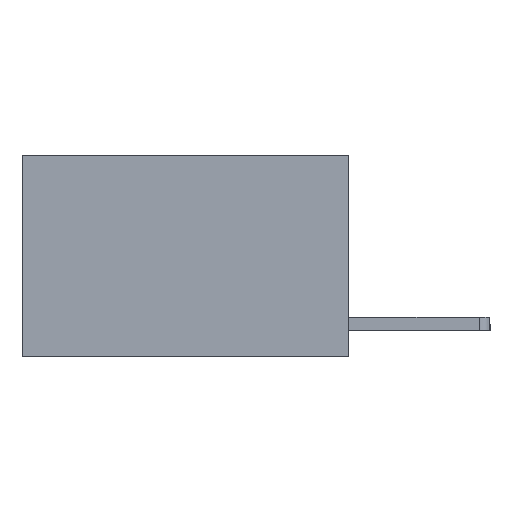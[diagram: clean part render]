
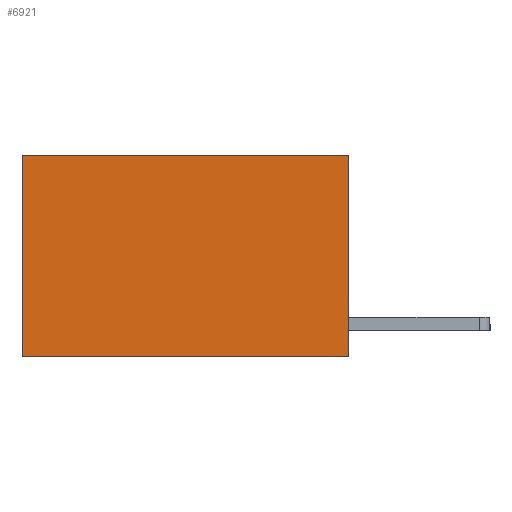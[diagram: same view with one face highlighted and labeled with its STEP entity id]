
A CAD part, left-side view. The second image highlights one B-rep face of the part: STEP entity #6921.
In plain terms, the highlighted planar face has unit normal (-1, 0, 0).
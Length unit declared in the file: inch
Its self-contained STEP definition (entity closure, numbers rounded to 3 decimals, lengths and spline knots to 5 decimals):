
#162 = VERTEX_POINT ( 'NONE', #7111 ) ;
#244 = EDGE_CURVE ( 'NONE', #2379, #6496, #10888, .T. ) ;
#289 = CARTESIAN_POINT ( 'NONE',  ( 0.2625, 0., 0. ) ) ;
#524 = FACE_OUTER_BOUND ( 'NONE', #1687, .T. ) ;
#1687 = EDGE_LOOP ( 'NONE', ( #3052, #6233, #6868, #2544 ) ) ;
#2068 = DIRECTION ( 'NONE',  ( 0., 0., -1. ) ) ;
#2102 = CARTESIAN_POINT ( 'NONE',  ( 0.2625, 0.6, 0. ) ) ;
#2134 = CARTESIAN_POINT ( 'NONE',  ( 0.2625, 0., 0. ) ) ;
#2379 = VERTEX_POINT ( 'NONE', #3311 ) ;
#2544 = ORIENTED_EDGE ( 'NONE', *, *, #244, .T. ) ;
#2695 = AXIS2_PLACEMENT_3D ( 'NONE', #289, #5133, #9785 ) ;
#2754 = LINE ( 'NONE', #11260, #9738 ) ;
#2824 = VECTOR ( 'NONE', #2068, 39.37008 ) ;
#2864 = DIRECTION ( 'NONE',  ( 0., 1., 0. ) ) ;
#3052 = ORIENTED_EDGE ( 'NONE', *, *, #10349, .T. ) ;
#3311 = CARTESIAN_POINT ( 'NONE',  ( 0.2625, 0., 0. ) ) ;
#3505 = CARTESIAN_POINT ( 'NONE',  ( 0.2625, 0., -0.37 ) ) ;
#3541 = DIRECTION ( 'NONE',  ( 0., 1., 0. ) ) ;
#4268 = EDGE_CURVE ( 'NONE', #2379, #9342, #11257, .T. ) ;
#4451 = CARTESIAN_POINT ( 'NONE',  ( 0.2625, 0., 0. ) ) ;
#5133 = DIRECTION ( 'NONE',  ( 1., 0., 0. ) ) ;
#5837 = DIRECTION ( 'NONE',  ( 0., 0., -1. ) ) ;
#6233 = ORIENTED_EDGE ( 'NONE', *, *, #11175, .F. ) ;
#6496 = VERTEX_POINT ( 'NONE', #9803 ) ;
#6868 = ORIENTED_EDGE ( 'NONE', *, *, #4268, .F. ) ;
#6921 = ADVANCED_FACE ( 'NONE', ( #524 ), #6950, .F. ) ;
#6950 = PLANE ( 'NONE',  #2695 ) ;
#7111 = CARTESIAN_POINT ( 'NONE',  ( 0.2625, 0.6, -0.37 ) ) ;
#9342 = VERTEX_POINT ( 'NONE', #3505 ) ;
#9738 = VECTOR ( 'NONE', #2864, 39.37008 ) ;
#9785 = DIRECTION ( 'NONE',  ( 0., 0., -1. ) ) ;
#9803 = CARTESIAN_POINT ( 'NONE',  ( 0.2625, 0.6, 0. ) ) ;
#10349 = EDGE_CURVE ( 'NONE', #6496, #162, #10496, .T. ) ;
#10496 = LINE ( 'NONE', #2102, #11371 ) ;
#10888 = LINE ( 'NONE', #4451, #11080 ) ;
#11080 = VECTOR ( 'NONE', #3541, 39.37008 ) ;
#11175 = EDGE_CURVE ( 'NONE', #9342, #162, #2754, .T. ) ;
#11257 = LINE ( 'NONE', #2134, #2824 ) ;
#11260 = CARTESIAN_POINT ( 'NONE',  ( 0.2625, 0., -0.37 ) ) ;
#11371 = VECTOR ( 'NONE', #5837, 39.37008 ) ;
